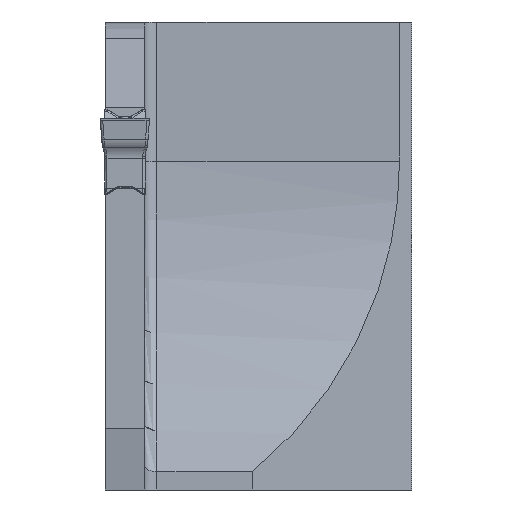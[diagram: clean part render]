
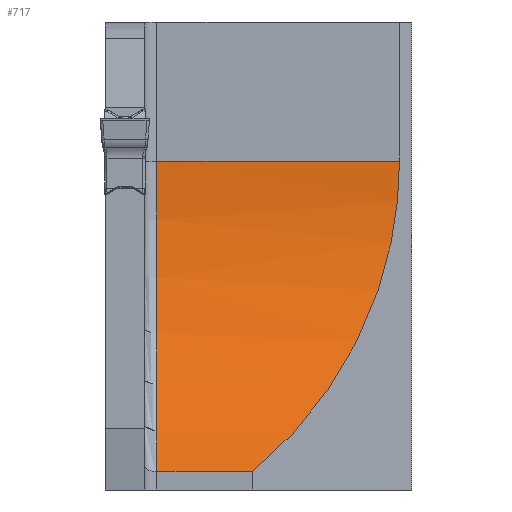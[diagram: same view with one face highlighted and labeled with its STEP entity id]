
A CAD part, front view. The second image highlights one B-rep face of the part: STEP entity #717.
In plain terms, the highlighted cylindrical face has radius 32.575 mm (diameter 65.15 mm), a partial arc.
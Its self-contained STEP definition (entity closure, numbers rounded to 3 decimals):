
#310=CYLINDRICAL_SURFACE('',#5095,32.575);
#389=ELLIPSE('',#5077,46.068,32.575);
#717=ADVANCED_FACE('',(#1108),#310,.F.);
#1108=FACE_OUTER_BOUND('',#1420,.T.);
#1420=EDGE_LOOP('',(#1992,#1993,#1994,#1995));
#1736=CIRCLE('',#5094,32.575);
#1992=ORIENTED_EDGE('',*,*,#3905,.F.);
#1993=ORIENTED_EDGE('',*,*,#3877,.T.);
#1994=ORIENTED_EDGE('',*,*,#3857,.F.);
#1995=ORIENTED_EDGE('',*,*,#3907,.T.);
#3403=VERTEX_POINT('',#6360);
#3404=VERTEX_POINT('',#6362);
#3421=VERTEX_POINT('',#6405);
#3434=VERTEX_POINT('',#6458);
#3857=EDGE_CURVE('',#3403,#3404,#4606,.T.);
#3877=EDGE_CURVE('',#3421,#3404,#389,.T.);
#3905=EDGE_CURVE('',#3421,#3434,#4647,.T.);
#3907=EDGE_CURVE('',#3403,#3434,#1736,.T.);
#4606=LINE('',#6361,#4841);
#4647=LINE('',#6457,#4882);
#4841=VECTOR('',#5429,1.);
#4882=VECTOR('',#5512,1.);
#5077=AXIS2_PLACEMENT_3D('',#6404,#5456,#5457);
#5094=AXIS2_PLACEMENT_3D('',#6461,#5516,#5517);
#5095=AXIS2_PLACEMENT_3D('',#6462,#5518,#5519);
#5429=DIRECTION('',(1.,0.,0.));
#5456=DIRECTION('',(0.707,-0.707,0.));
#5457=DIRECTION('',(0.707,0.707,0.));
#5512=DIRECTION('',(-1.,0.,0.));
#5516=DIRECTION('',(-1.,0.,0.));
#5517=DIRECTION('',(0.,1.,0.));
#5518=DIRECTION('',(1.,0.,0.));
#5519=DIRECTION('',(0.,0.,1.));
#6360=CARTESIAN_POINT('',(-20.7,-137.,21.7));
#6361=CARTESIAN_POINT('',(-25.63,-137.,21.7));
#6362=CARTESIAN_POINT('',(-1.,-137.,21.7));
#6404=CARTESIAN_POINT('',(-33.575,-169.575,21.7));
#6405=CARTESIAN_POINT('',(-12.933,-148.933,-3.5));
#6457=CARTESIAN_POINT('',(-25.63,-148.933,-3.5));
#6458=CARTESIAN_POINT('',(-20.7,-148.933,-3.5));
#6461=CARTESIAN_POINT('',(-20.7,-169.575,21.7));
#6462=CARTESIAN_POINT('',(-25.63,-169.575,21.7));
